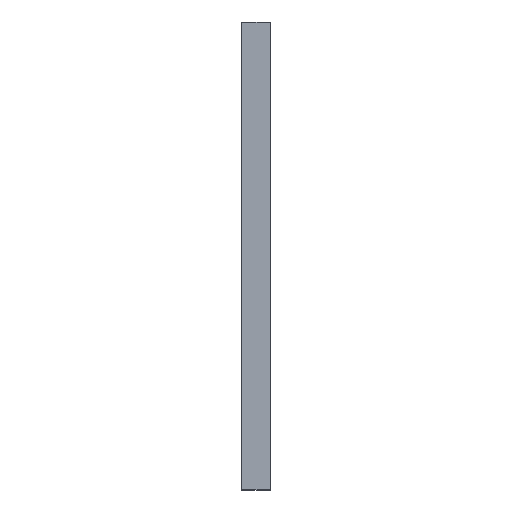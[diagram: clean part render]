
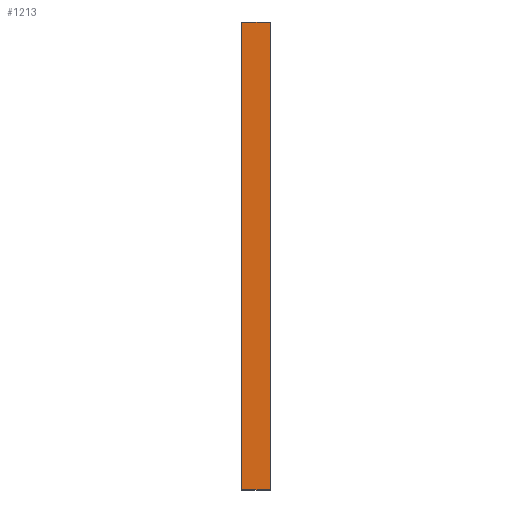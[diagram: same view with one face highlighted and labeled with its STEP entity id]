
A CAD part, left-side view. The second image highlights one B-rep face of the part: STEP entity #1213.
In plain terms, the highlighted planar face has unit normal (-1, 0, 0).
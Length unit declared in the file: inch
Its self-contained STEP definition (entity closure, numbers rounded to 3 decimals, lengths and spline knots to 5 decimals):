
#248 = DIRECTION ( 'NONE',  ( 0., -1., 0. ) ) ;
#288 = VERTEX_POINT ( 'NONE', #546 ) ;
#298 = CARTESIAN_POINT ( 'NONE',  ( -1.5, 0., -0.75 ) ) ;
#300 = LINE ( 'NONE', #1634, #2584 ) ;
#304 = DIRECTION ( 'NONE',  ( 0., 0., 1. ) ) ;
#546 = CARTESIAN_POINT ( 'NONE',  ( -1.5, 0.09, 0.75 ) ) ;
#598 = CARTESIAN_POINT ( 'NONE',  ( -1.5, 0.09, -0.75 ) ) ;
#625 = DIRECTION ( 'NONE',  ( 1., 0., 0. ) ) ;
#926 = CARTESIAN_POINT ( 'NONE',  ( -1.5, 0., 0.75 ) ) ;
#943 = VERTEX_POINT ( 'NONE', #3519 ) ;
#1161 = EDGE_CURVE ( 'NONE', #1757, #2532, #2873, .T. ) ;
#1213 = ADVANCED_FACE ( 'NONE', ( #2212 ), #3346, .F. ) ;
#1293 = CARTESIAN_POINT ( 'NONE',  ( -1.5, 0., -0.75 ) ) ;
#1634 = CARTESIAN_POINT ( 'NONE',  ( -1.5, 0.09, -0.75 ) ) ;
#1685 = ORIENTED_EDGE ( 'NONE', *, *, #1161, .T. ) ;
#1752 = LINE ( 'NONE', #1928, #2809 ) ;
#1757 = VERTEX_POINT ( 'NONE', #1293 ) ;
#1766 = ORIENTED_EDGE ( 'NONE', *, *, #2223, .F. ) ;
#1928 = CARTESIAN_POINT ( 'NONE',  ( -1.5, 0.09, -0.75 ) ) ;
#2031 = ORIENTED_EDGE ( 'NONE', *, *, #3533, .F. ) ;
#2150 = CARTESIAN_POINT ( 'NONE',  ( -1.5, 0.09, 0.75 ) ) ;
#2194 = LINE ( 'NONE', #2150, #3499 ) ;
#2212 = FACE_OUTER_BOUND ( 'NONE', #2578, .T. ) ;
#2223 = EDGE_CURVE ( 'NONE', #943, #288, #1752, .T. ) ;
#2252 = AXIS2_PLACEMENT_3D ( 'NONE', #598, #625, #3357 ) ;
#2303 = VECTOR ( 'NONE', #2480, 39.37008 ) ;
#2441 = DIRECTION ( 'NONE',  ( 0., -1., 0. ) ) ;
#2480 = DIRECTION ( 'NONE',  ( 0., 0., 1. ) ) ;
#2532 = VERTEX_POINT ( 'NONE', #926 ) ;
#2578 = EDGE_LOOP ( 'NONE', ( #1685, #2031, #1766, #2794 ) ) ;
#2584 = VECTOR ( 'NONE', #2441, 39.37008 ) ;
#2794 = ORIENTED_EDGE ( 'NONE', *, *, #3504, .T. ) ;
#2809 = VECTOR ( 'NONE', #304, 39.37008 ) ;
#2873 = LINE ( 'NONE', #298, #2303 ) ;
#3346 = PLANE ( 'NONE',  #2252 ) ;
#3357 = DIRECTION ( 'NONE',  ( 0., 0., -1. ) ) ;
#3499 = VECTOR ( 'NONE', #248, 39.37008 ) ;
#3504 = EDGE_CURVE ( 'NONE', #943, #1757, #300, .T. ) ;
#3519 = CARTESIAN_POINT ( 'NONE',  ( -1.5, 0.09, -0.75 ) ) ;
#3533 = EDGE_CURVE ( 'NONE', #288, #2532, #2194, .T. ) ;
